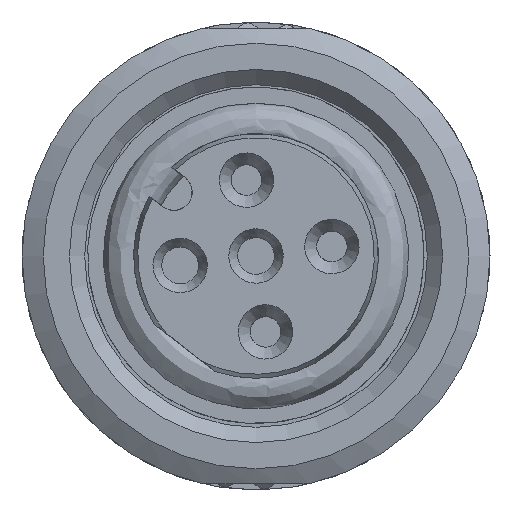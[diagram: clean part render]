
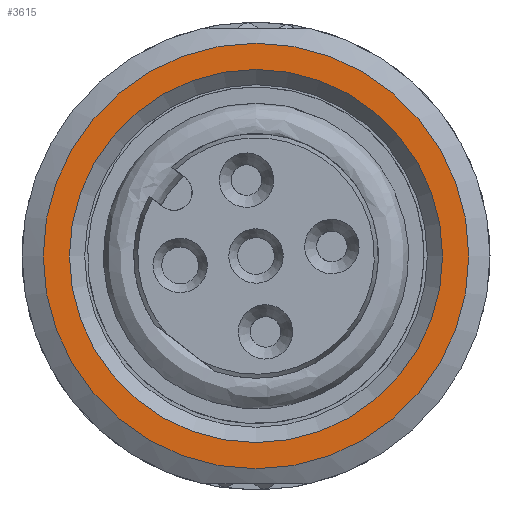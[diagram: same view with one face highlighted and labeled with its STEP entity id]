
A CAD part, front view. The second image highlights one B-rep face of the part: STEP entity #3615.
In plain terms, the highlighted planar face has unit normal (0, -1, 0).
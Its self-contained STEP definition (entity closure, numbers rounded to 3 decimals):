
#3246=FACE_BOUND('',#4770,.T.);
#3247=FACE_BOUND('',#4771,.T.);
#3615=ADVANCED_FACE('',(#3246,#3247),#3932,.T.);
#3932=PLANE('',#12158);
#4770=EDGE_LOOP('',(#7185));
#4771=EDGE_LOOP('',(#7186));
#5351=CIRCLE('',#11974,6.957);
#5391=CIRCLE('',#12157,6.1);
#7185=ORIENTED_EDGE('',*,*,#9705,.T.);
#7186=ORIENTED_EDGE('',*,*,#9485,.F.);
#8490=VERTEX_POINT('',#16525);
#8568=VERTEX_POINT('',#16974);
#9485=EDGE_CURVE('',#8490,#8490,#5351,.T.);
#9705=EDGE_CURVE('',#8568,#8568,#5391,.T.);
#11974=AXIS2_PLACEMENT_3D('',#16524,#13170,#13171);
#12157=AXIS2_PLACEMENT_3D('',#16973,#13713,#13714);
#12158=AXIS2_PLACEMENT_3D('',#16975,#13715,#13716);
#13170=DIRECTION('',(0.,1.,0.));
#13171=DIRECTION('',(-1.,0.,0.));
#13713=DIRECTION('',(0.,1.,0.));
#13714=DIRECTION('',(0.,0.,1.));
#13715=DIRECTION('',(0.,-1.,0.));
#13716=DIRECTION('',(1.,0.,0.));
#16524=CARTESIAN_POINT('',(71.75,-1010.739,-6.95));
#16525=CARTESIAN_POINT('',(64.793,-1010.739,-6.95));
#16973=CARTESIAN_POINT('',(71.75,-1010.739,-6.95));
#16974=CARTESIAN_POINT('',(71.75,-1010.739,-0.85));
#16975=CARTESIAN_POINT('',(64.097,-1010.739,-14.603));
